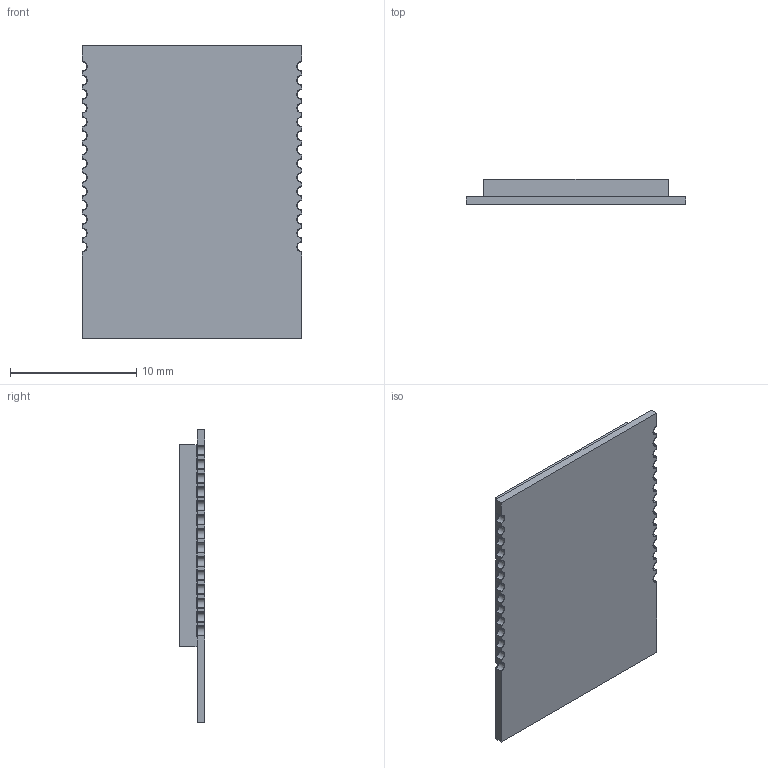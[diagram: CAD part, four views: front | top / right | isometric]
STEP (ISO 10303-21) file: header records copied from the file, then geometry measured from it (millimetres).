
FILE_DESCRIPTION (( 'STEP AP214' ), '1' );
FILE_NAME ('MS88SF2.STEP', '2021-04-06T22:26:08', ( '' ), ( '' ), 'SwSTEP 2.0', 'SolidWorks 2020', '' );
FILE_SCHEMA (( 'AUTOMOTIVE_DESIGN' ));
Length unit declared in the file: millimetre
Products named in the file (1): MS88SF2
Bounding box: 17.4 x 2 x 23.2 mm (x, y, z)
Volume: 566.3 mm3; surface area: 1487.6 mm2
Topology: 30 solids, 30 shells, 351 faces, 870 edges, 580 vertices
Faces by surface type: plane 265, cylinder 86
Entity records: 13621 total; most frequent: CARTESIAN_POINT 1802, DIRECTION 1746, ORIENTED_EDGE 1740, EDGE_CURVE 870, LINE 698, VECTOR 698, VERTEX_POINT 580, AXIS2_PLACEMENT_3D 524
